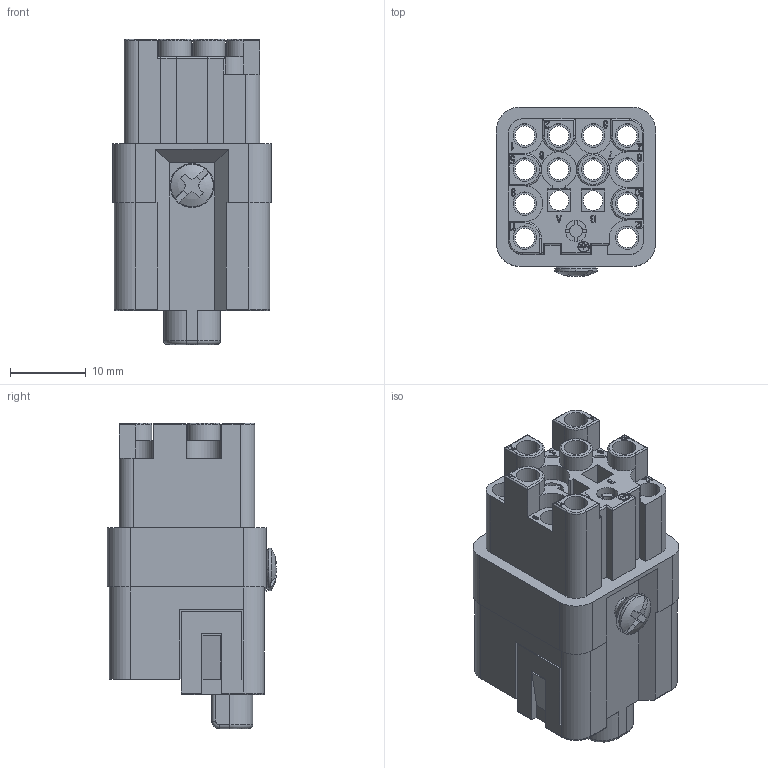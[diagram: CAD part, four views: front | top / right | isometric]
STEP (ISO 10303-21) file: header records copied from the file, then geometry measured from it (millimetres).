
FILE_DESCRIPTION(('Creo Elements/Direct Modeling STEP Export'),'2;1');
FILE_NAME('0lndrr054u6kf203644','2020-09-28T13:17:57',(''),(''),'Creo Elements/Direct Modeling STEP processor for AP214 (Solid Model)','Creo Elements/Direct Modeling 20.1B 02-Apr-2019 (C) Parametric Technology GmbH','');
FILE_SCHEMA(('AUTOMOTIVE_DESIGN { 1 0 10303 214 1 1 1 1 }'));
Length unit declared in the file: millimetre
Products named in the file (2): CQF_12_CIF
Assembly tree (1 placements, depth 2):
  CQF_12_CIF
    CQF_12_CIF
Bounding box: 21 x 22.37 x 40.3 mm (x, y, z)
Volume: 7830.1 mm3; surface area: 9066.3 mm2
Topology: 1 solids, 1 shells, 469 faces, 2411 edges, 2034 vertices
Faces by surface type: plane 255, cylinder 170, torus 21, extrusion 10, bspline 5, sphere 4, cone 4
Entity records: 26254 total; most frequent: CARTESIAN_POINT 5876, ORIENTED_EDGE 4818, DIRECTION 3265, EDGE_CURVE 2409, VERTEX_POINT 2034, VECTOR 1933, LINE 1931, AXIS2_PLACEMENT_3D 666
